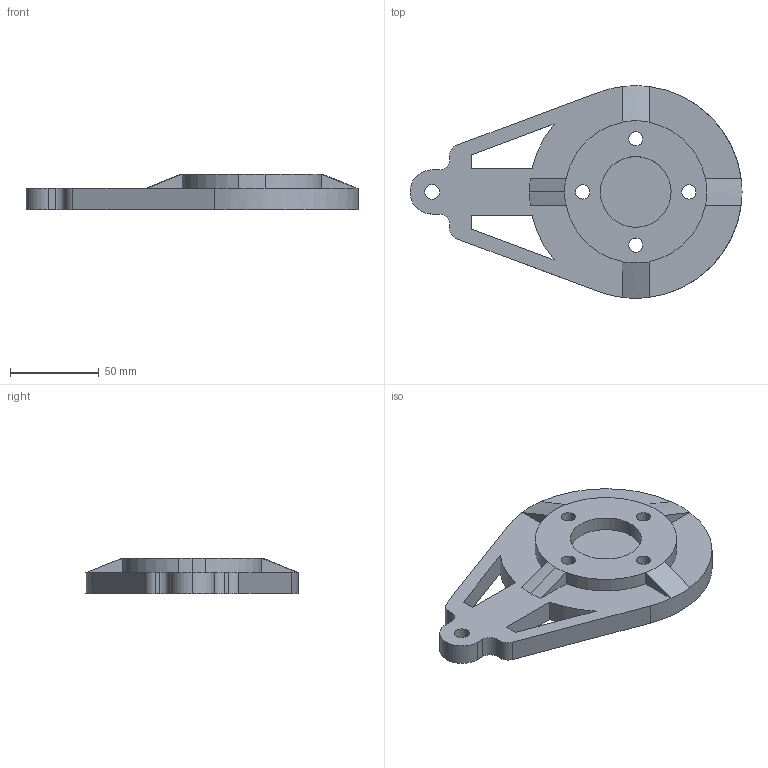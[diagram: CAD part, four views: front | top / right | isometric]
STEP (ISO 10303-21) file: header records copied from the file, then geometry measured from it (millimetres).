
FILE_DESCRIPTION (( 'STEP AP203' ), '1' );
FILE_NAME ('Bottom support_Mario_Default_sldprt.STEP', '2025-10-23T01:46:04', ( '' ), ( '' ), 'SwSTEP 2.0', 'SolidWorks 2024', '' );
FILE_SCHEMA (( 'CONFIG_CONTROL_DESIGN' ));
Length unit declared in the file: millimetre
Products named in the file (1): Bottom support_Mario_Default_sldprt
Bounding box: 187.5 x 119.93 x 20 mm (x, y, z)
Volume: 196378.4 mm3; surface area: 43422.9 mm2
Topology: 1 solids, 1 shells, 76 faces, 198 edges, 130 vertices
Faces by surface type: plane 37, cylinder 34, cone 5
Entity records: 2468 total; most frequent: CARTESIAN_POINT 429, DIRECTION 425, ORIENTED_EDGE 396, EDGE_CURVE 198, AXIS2_PLACEMENT_3D 158, VERTEX_POINT 130, LINE 109, VECTOR 109
